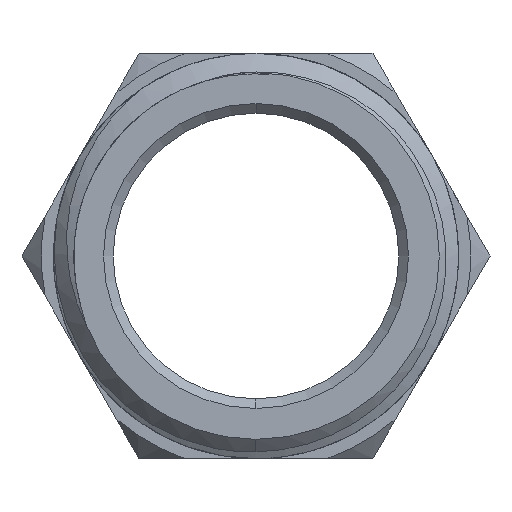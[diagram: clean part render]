
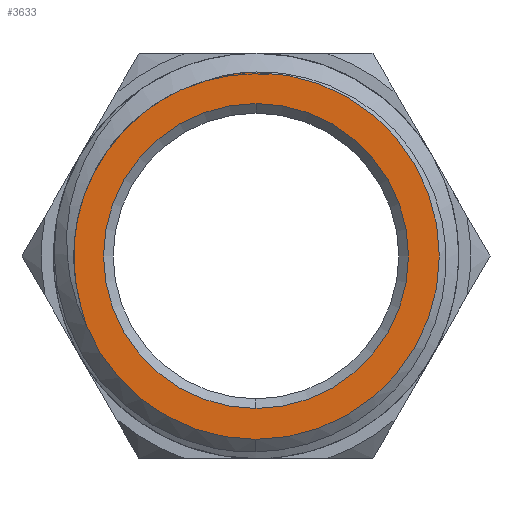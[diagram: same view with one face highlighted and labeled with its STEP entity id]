
A CAD part, left-side view. The second image highlights one B-rep face of the part: STEP entity #3633.
In plain terms, the highlighted planar face has unit normal (-1, 0, 0).
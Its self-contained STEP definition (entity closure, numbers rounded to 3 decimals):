
#6 = CARTESIAN_POINT ( 'NONE',  ( -13.704, 1.991, 9.276 ) ) ;
#28 = CARTESIAN_POINT ( 'NONE',  ( -13.704, 2.627, 9.07 ) ) ;
#52 = DIRECTION ( 'NONE',  ( -1., 0., 0. ) ) ;
#182 = VERTEX_POINT ( 'NONE', #3334 ) ;
#206 = EDGE_CURVE ( 'NONE', #620, #5629, #5074, .T. ) ;
#263 = ORIENTED_EDGE ( 'NONE', *, *, #5181, .T. ) ;
#391 = DIRECTION ( 'NONE',  ( 0., 0., 1. ) ) ;
#398 = CARTESIAN_POINT ( 'NONE',  ( -13.704, 0., 0. ) ) ;
#609 = EDGE_CURVE ( 'NONE', #4035, #5059, #4366, .T. ) ;
#620 = VERTEX_POINT ( 'NONE', #4018 ) ;
#718 = AXIS2_PLACEMENT_3D ( 'NONE', #2881, #5727, #5276 ) ;
#742 = CARTESIAN_POINT ( 'NONE',  ( -13.704, 9.074, -2.613 ) ) ;
#746 = CARTESIAN_POINT ( 'NONE',  ( -13.704, 9.246, -2.015 ) ) ;
#748 = CARTESIAN_POINT ( 'NONE',  ( -13.704, 9.359, -1.399 ) ) ;
#795 = CARTESIAN_POINT ( 'NONE',  ( -13.704, 9.461, -0.171 ) ) ;
#811 = CARTESIAN_POINT ( 'NONE',  ( -13.704, 9.452, 0.443 ) ) ;
#812 = CARTESIAN_POINT ( 'NONE',  ( -13.704, 9.349, 1.363 ) ) ;
#819 = AXIS2_PLACEMENT_3D ( 'NONE', #2838, #52, #3302 ) ;
#826 = CARTESIAN_POINT ( 'NONE',  ( -13.704, 9.299, 1.671 ) ) ;
#835 = CARTESIAN_POINT ( 'NONE',  ( -13.704, 9.169, 2.277 ) ) ;
#843 = CARTESIAN_POINT ( 'NONE',  ( -13.704, 9.09, 2.574 ) ) ;
#850 = CARTESIAN_POINT ( 'NONE',  ( -13.704, 8.81, 3.452 ) ) ;
#857 = CARTESIAN_POINT ( 'NONE',  ( -13.704, 8.568, 4.017 ) ) ;
#866 = CARTESIAN_POINT ( 'NONE',  ( -13.704, 7.967, 5.106 ) ) ;
#869 = DIRECTION ( 'NONE',  ( 0., 0., 1. ) ) ;
#875 = CARTESIAN_POINT ( 'NONE',  ( -13.704, 7.617, 5.614 ) ) ;
#910 = CARTESIAN_POINT ( 'NONE',  ( -13.704, 7.024, 6.318 ) ) ;
#917 = CARTESIAN_POINT ( 'NONE',  ( -13.704, 6.814, 6.544 ) ) ;
#924 = CARTESIAN_POINT ( 'NONE',  ( -13.704, 6.372, 6.975 ) ) ;
#952 = CARTESIAN_POINT ( 'NONE',  ( -13.704, 6.137, 7.182 ) ) ;
#999 = CARTESIAN_POINT ( 'NONE',  ( -13.704, 5.413, 7.761 ) ) ;
#1011 = CARTESIAN_POINT ( 'NONE',  ( -13.704, 4.898, 8.096 ) ) ;
#1016 = CARTESIAN_POINT ( 'NONE',  ( -13.704, 3.806, 8.663 ) ) ;
#1052 = CARTESIAN_POINT ( 'NONE',  ( -13.704, 3.225, 8.897 ) ) ;
#1111 = CARTESIAN_POINT ( 'NONE',  ( -13.704, 2.627, 9.07 ) ) ;
#1270 = AXIS2_PLACEMENT_3D ( 'NONE', #4567, #1829, #5017 ) ;
#1277 = B_SPLINE_CURVE_WITH_KNOTS ( 'NONE', 3,
 ( #3680, #3593, #3568, #3559 ),
 .UNSPECIFIED., .F., .F.,
 ( 4, 4 ),
 ( 0., 0.001 ),
 .UNSPECIFIED. ) ;
#1297 = AXIS2_PLACEMENT_3D ( 'NONE', #398, #3671, #869 ) ;
#1423 = CARTESIAN_POINT ( 'NONE',  ( -13.704, 1.667, 9.353 ) ) ;
#1538 = EDGE_CURVE ( 'NONE', #182, #5970, #3410, .T. ) ;
#1800 = PLANE ( 'NONE',  #2650 ) ;
#1829 = DIRECTION ( 'NONE',  ( -1., 0., 0. ) ) ;
#1842 = EDGE_CURVE ( 'NONE', #5970, #5868, #1277, .T. ) ;
#1889 = CARTESIAN_POINT ( 'NONE',  ( -13.704, 8.787, -3.611 ) ) ;
#2030 = CIRCLE ( 'NONE', #819, 9.5 ) ;
#2038 = ORIENTED_EDGE ( 'NONE', *, *, #1842, .T. ) ;
#2609 = DIRECTION ( 'NONE',  ( 0., 0., 1. ) ) ;
#2650 = AXIS2_PLACEMENT_3D ( 'NONE', #5458, #3172, #391 ) ;
#2687 = ORIENTED_EDGE ( 'NONE', *, *, #4677, .T. ) ;
#2811 = CARTESIAN_POINT ( 'NONE',  ( -13.704, 2.311, 9.181 ) ) ;
#2838 = CARTESIAN_POINT ( 'NONE',  ( -13.704, 0., 0. ) ) ;
#2855 = ORIENTED_EDGE ( 'NONE', *, *, #609, .T. ) ;
#2881 = CARTESIAN_POINT ( 'NONE',  ( -13.704, 0., 0. ) ) ;
#3046 = EDGE_CURVE ( 'NONE', #5629, #182, #4783, .T. ) ;
#3172 = DIRECTION ( 'NONE',  ( -1., 0., 0. ) ) ;
#3228 = CARTESIAN_POINT ( 'NONE',  ( -13.704, 0., 7.9 ) ) ;
#3302 = DIRECTION ( 'NONE',  ( 0., 0., 1. ) ) ;
#3334 = CARTESIAN_POINT ( 'NONE',  ( -13.704, 2.627, 9.07 ) ) ;
#3398 = EDGE_LOOP ( 'NONE', ( #4589, #2855 ) ) ;
#3410 = B_SPLINE_CURVE_WITH_KNOTS ( 'NONE', 3,
 ( #1111, #1052, #1016, #1011, #999, #952, #924, #917, #910, #875, #866, #857, #850, #843, #835, #826, #812, #811, #795, #748, #746, #742 ),
 .UNSPECIFIED., .F., .F.,
 ( 4, 2, 2, 2, 2, 2, 2, 2, 2, 2, 4 ),
 ( 0., 0.002, 0.004, 0.005, 0.006, 0.007, 0.009, 0.01, 0.011, 0.013, 0.015 ),
 .UNSPECIFIED. ) ;
#3559 = CARTESIAN_POINT ( 'NONE',  ( -13.704, 8.787, -3.611 ) ) ;
#3568 = CARTESIAN_POINT ( 'NONE',  ( -13.704, 8.9, -3.285 ) ) ;
#3593 = CARTESIAN_POINT ( 'NONE',  ( -13.704, 8.996, -2.953 ) ) ;
#3633 = ADVANCED_FACE ( 'NONE', ( #4886, #3907 ), #1800, .T. ) ;
#3671 = DIRECTION ( 'NONE',  ( 1., 0., 0. ) ) ;
#3680 = CARTESIAN_POINT ( 'NONE',  ( -13.704, 9.074, -2.613 ) ) ;
#3810 = EDGE_LOOP ( 'NONE', ( #263, #2687, #5195, #3823, #4562, #2038 ) ) ;
#3823 = ORIENTED_EDGE ( 'NONE', *, *, #3046, .T. ) ;
#3907 = FACE_OUTER_BOUND ( 'NONE', #3810, .T. ) ;
#4018 = CARTESIAN_POINT ( 'NONE',  ( -13.704, 0., 9.5 ) ) ;
#4035 = VERTEX_POINT ( 'NONE', #5194 ) ;
#4366 = CIRCLE ( 'NONE', #5632, 7.9 ) ;
#4413 = VERTEX_POINT ( 'NONE', #5813 ) ;
#4562 = ORIENTED_EDGE ( 'NONE', *, *, #1538, .T. ) ;
#4567 = CARTESIAN_POINT ( 'NONE',  ( -13.704, 0., 0. ) ) ;
#4589 = ORIENTED_EDGE ( 'NONE', *, *, #4664, .T. ) ;
#4664 = EDGE_CURVE ( 'NONE', #5059, #4035, #5083, .T. ) ;
#4677 = EDGE_CURVE ( 'NONE', #4413, #620, #5134, .T. ) ;
#4783 = B_SPLINE_CURVE_WITH_KNOTS ( 'NONE', 3,
 ( #1423, #6, #2811, #28 ),
 .UNSPECIFIED., .F., .F.,
 ( 4, 4 ),
 ( 0.014, 0.015 ),
 .UNSPECIFIED. ) ;
#4886 = FACE_BOUND ( 'NONE', #3398, .T. ) ;
#4960 = CARTESIAN_POINT ( 'NONE',  ( -13.704, 1.667, 9.353 ) ) ;
#5017 = DIRECTION ( 'NONE',  ( 0., 0., 1. ) ) ;
#5059 = VERTEX_POINT ( 'NONE', #3228 ) ;
#5061 = CARTESIAN_POINT ( 'NONE',  ( -13.704, 9.074, -2.613 ) ) ;
#5074 = CIRCLE ( 'NONE', #718, 9.5 ) ;
#5083 = CIRCLE ( 'NONE', #1297, 7.9 ) ;
#5134 = CIRCLE ( 'NONE', #1270, 9.5 ) ;
#5181 = EDGE_CURVE ( 'NONE', #5868, #4413, #2030, .T. ) ;
#5194 = CARTESIAN_POINT ( 'NONE',  ( -13.704, 0., -7.9 ) ) ;
#5195 = ORIENTED_EDGE ( 'NONE', *, *, #206, .T. ) ;
#5276 = DIRECTION ( 'NONE',  ( 0., 0., 1. ) ) ;
#5365 = DIRECTION ( 'NONE',  ( 1., 0., 0. ) ) ;
#5386 = CARTESIAN_POINT ( 'NONE',  ( -13.704, 0., 0. ) ) ;
#5458 = CARTESIAN_POINT ( 'NONE',  ( -13.704, 0., 0. ) ) ;
#5629 = VERTEX_POINT ( 'NONE', #4960 ) ;
#5632 = AXIS2_PLACEMENT_3D ( 'NONE', #5386, #5365, #2609 ) ;
#5727 = DIRECTION ( 'NONE',  ( -1., 0., 0. ) ) ;
#5813 = CARTESIAN_POINT ( 'NONE',  ( -13.704, 0., -9.5 ) ) ;
#5868 = VERTEX_POINT ( 'NONE', #1889 ) ;
#5970 = VERTEX_POINT ( 'NONE', #5061 ) ;
